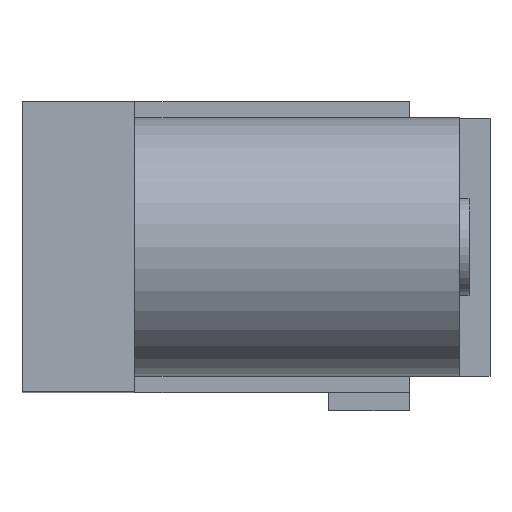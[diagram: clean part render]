
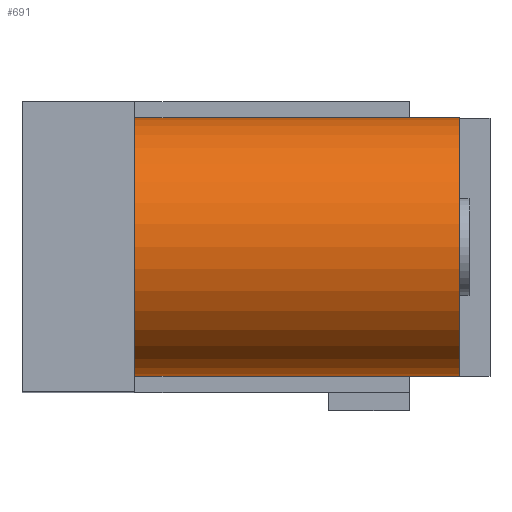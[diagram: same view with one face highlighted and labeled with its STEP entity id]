
A CAD part, top view. The second image highlights one B-rep face of the part: STEP entity #691.
In plain terms, the highlighted cylindrical face has radius 4 mm (diameter 8 mm), a partial arc.
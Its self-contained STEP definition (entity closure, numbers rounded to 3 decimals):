
#64=FACE_OUTER_BOUND('',#108,.T.);
#108=EDGE_LOOP('',(#498,#499,#500,#501,#502,#503));
#151=LINE('',#1028,#229);
#157=LINE('',#1040,#235);
#158=LINE('',#1044,#236);
#159=LINE('',#1047,#237);
#229=VECTOR('',#825,10.);
#235=VECTOR('',#833,10.);
#236=VECTOR('',#838,10.);
#237=VECTOR('',#841,10.);
#307=CIRCLE('',#756,4.);
#308=CIRCLE('',#757,4.);
#326=VERTEX_POINT('',#1024);
#328=VERTEX_POINT('',#1027);
#331=VERTEX_POINT('',#1034);
#333=VERTEX_POINT('',#1038);
#334=VERTEX_POINT('',#1043);
#335=VERTEX_POINT('',#1045);
#392=EDGE_CURVE('',#326,#328,#151,.T.);
#398=EDGE_CURVE('',#331,#333,#157,.T.);
#399=EDGE_CURVE('',#333,#328,#307,.T.);
#400=EDGE_CURVE('',#334,#326,#158,.T.);
#401=EDGE_CURVE('',#335,#334,#308,.T.);
#402=EDGE_CURVE('',#331,#335,#159,.T.);
#498=ORIENTED_EDGE('',*,*,#399,.T.);
#499=ORIENTED_EDGE('',*,*,#392,.F.);
#500=ORIENTED_EDGE('',*,*,#400,.F.);
#501=ORIENTED_EDGE('',*,*,#401,.F.);
#502=ORIENTED_EDGE('',*,*,#402,.F.);
#503=ORIENTED_EDGE('',*,*,#398,.T.);
#680=CYLINDRICAL_SURFACE('',#755,4.);
#691=ADVANCED_FACE('',(#64),#680,.T.);
#755=AXIS2_PLACEMENT_3D('',#1041,#834,#835);
#756=AXIS2_PLACEMENT_3D('',#1042,#836,#837);
#757=AXIS2_PLACEMENT_3D('',#1046,#839,#840);
#825=DIRECTION('',(-1.,0.,0.));
#833=DIRECTION('',(-1.,0.,0.));
#834=DIRECTION('center_axis',(-1.,0.,0.));
#835=DIRECTION('ref_axis',(0.,1.,0.));
#836=DIRECTION('center_axis',(1.,0.,0.));
#837=DIRECTION('ref_axis',(0.,1.,0.));
#838=DIRECTION('',(-1.,0.,0.));
#839=DIRECTION('center_axis',(1.,0.,0.));
#840=DIRECTION('ref_axis',(0.,1.,0.));
#841=DIRECTION('',(1.,0.,0.));
#1024=CARTESIAN_POINT('',(4.75,-4.,6.5));
#1027=CARTESIAN_POINT('',(-3.75,-4.,6.5));
#1028=CARTESIAN_POINT('',(6.3,-4.,6.5));
#1034=CARTESIAN_POINT('',(4.75,4.,6.5));
#1038=CARTESIAN_POINT('',(-3.75,4.,6.5));
#1040=CARTESIAN_POINT('',(6.3,4.,6.5));
#1041=CARTESIAN_POINT('Origin',(6.3,0.,6.5));
#1042=CARTESIAN_POINT('Origin',(-3.75,0.,6.5));
#1043=CARTESIAN_POINT('',(6.3,-4.,6.5));
#1044=CARTESIAN_POINT('',(5.525,-4.,6.5));
#1045=CARTESIAN_POINT('',(6.3,4.,6.5));
#1046=CARTESIAN_POINT('Origin',(6.3,0.,6.5));
#1047=CARTESIAN_POINT('',(6.775,4.,6.5));
